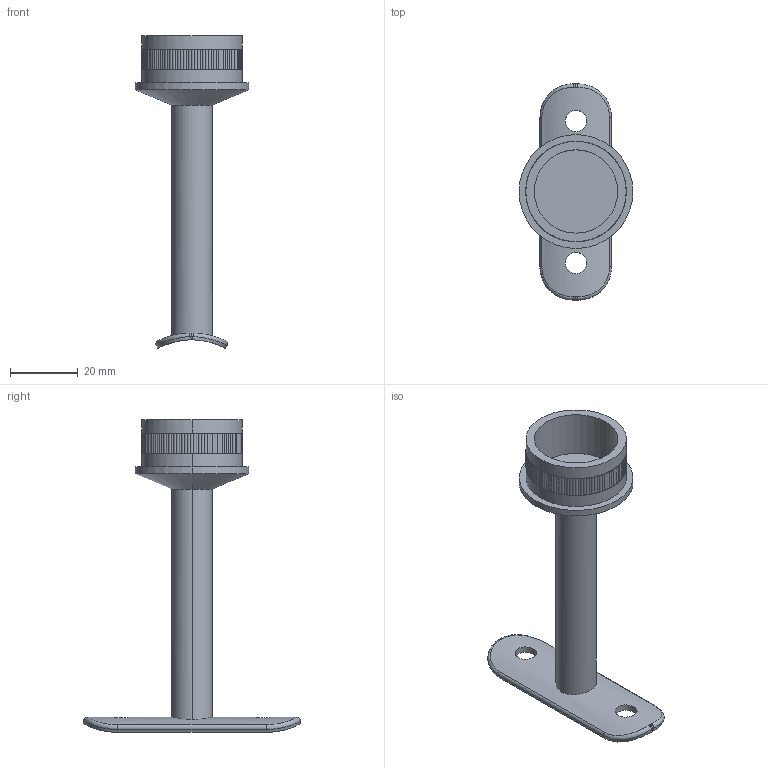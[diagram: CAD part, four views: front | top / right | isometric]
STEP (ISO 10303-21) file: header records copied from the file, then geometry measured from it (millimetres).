
FILE_DESCRIPTION (( 'STEP AP203' ), '1' );
FILE_NAME ('3D_GC2192_33.7_188702086.STEP', '2024-10-14T07:20:28', ( '' ), ( '' ), 'SwSTEP 2.0', 'SolidWorks 2024', '' );
FILE_SCHEMA (( 'CONFIG_CONTROL_DESIGN' ));
Length unit declared in the file: millimetre
Products named in the file (1): 3D_GC2192_33.7_188702086
Bounding box: 33.7 x 64 x 92.51 mm (x, y, z)
Volume: 16795.4 mm3; surface area: 10141.4 mm2
Topology: 2 solids, 2 shells, 611 faces, 1344 edges, 744 vertices
Faces by surface type: plane 459, cylinder 140, torus 4, cone 4, bspline 4
Entity records: 17951 total; most frequent: DIRECTION 3688, CARTESIAN_POINT 3670, ORIENTED_EDGE 2688, AXIS2_PLACEMENT_3D 1760, EDGE_CURVE 1344, CIRCLE 1152, VERTEX_POINT 744, EDGE_LOOP 622
